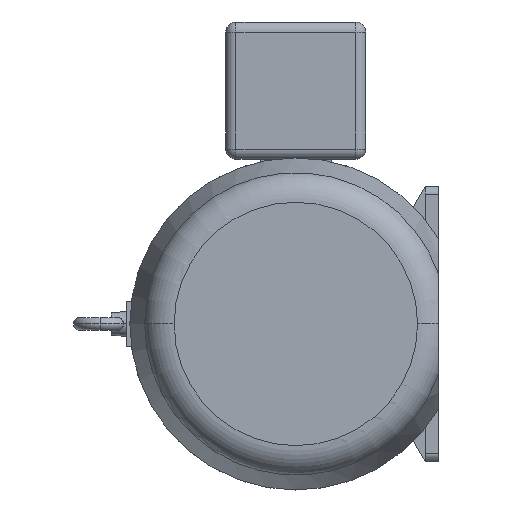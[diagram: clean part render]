
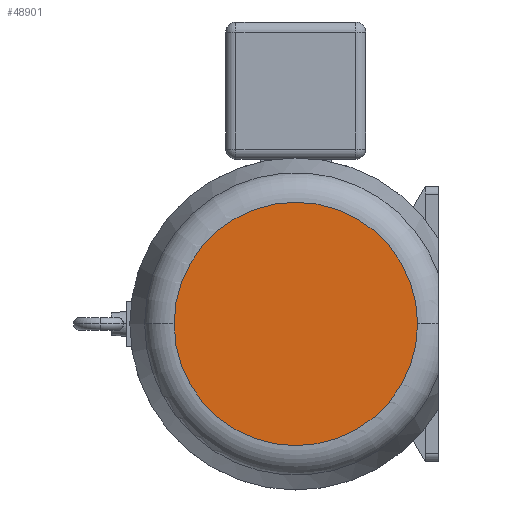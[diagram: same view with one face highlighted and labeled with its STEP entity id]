
A CAD part, left-side view. The second image highlights one B-rep face of the part: STEP entity #48901.
In plain terms, the highlighted planar face has unit normal (-1, 0, 0).
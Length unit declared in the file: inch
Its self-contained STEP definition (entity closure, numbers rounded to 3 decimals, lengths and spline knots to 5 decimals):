
#5018 = CIRCLE ( 'NONE', #40169, 5.9741 ) ;
#23945 = DIRECTION ( 'NONE',  ( 1., 0., 0. ) ) ;
#35805 = EDGE_LOOP ( 'NONE', ( #67934, #171307 ) ) ;
#40169 = AXIS2_PLACEMENT_3D ( 'NONE', #168880, #114801, #56209 ) ;
#46109 = EDGE_CURVE ( 'Defeatured_0_39+Defeatured_0_31+Defeatured_0_31+Defeatured_0_31', #107149, #142140, #147601, .T. ) ;
#48901 = ADVANCED_FACE ( 'Defeatured_0_31', ( #50574 ), #134800, .F. ) ;
#50574 = FACE_OUTER_BOUND ( 'NONE', #35805, .T. ) ;
#56209 = DIRECTION ( 'NONE',  ( 0., -1., 0. ) ) ;
#67934 = ORIENTED_EDGE ( 'NONE', *, *, #46109, .F. ) ;
#86492 = AXIS2_PLACEMENT_3D ( 'NONE', #149400, #23945, #146712 ) ;
#107149 = VERTEX_POINT ( 'NONE', #155406 ) ;
#114801 = DIRECTION ( 'NONE',  ( 1., 0., 0. ) ) ;
#122912 = CARTESIAN_POINT ( 'NONE',  ( -36.175, 0., 0. ) ) ;
#134800 = PLANE ( 'NONE',  #86492 ) ;
#142140 = VERTEX_POINT ( 'NONE', #160145 ) ;
#146712 = DIRECTION ( 'NONE',  ( 0., -1., 0. ) ) ;
#147601 = CIRCLE ( 'NONE', #153359, 5.9741 ) ;
#149400 = CARTESIAN_POINT ( 'NONE',  ( -36.175, 5.9741, 0. ) ) ;
#153359 = AXIS2_PLACEMENT_3D ( 'NONE', #122912, #179691, #178784 ) ;
#155406 = CARTESIAN_POINT ( 'NONE',  ( -36.175, -5.9741, 0. ) ) ;
#160145 = CARTESIAN_POINT ( 'NONE',  ( -36.175, 5.9741, 0. ) ) ;
#164198 = EDGE_CURVE ( 'Defeatured_0_39+Defeatured_0_31+Defeatured_0_31+Defeatured_0_31', #142140, #107149, #5018, .T. ) ;
#168880 = CARTESIAN_POINT ( 'NONE',  ( -36.175, 0., 0. ) ) ;
#171307 = ORIENTED_EDGE ( 'NONE', *, *, #164198, .F. ) ;
#178784 = DIRECTION ( 'NONE',  ( 0., -1., 0. ) ) ;
#179691 = DIRECTION ( 'NONE',  ( 1., 0., 0. ) ) ;
